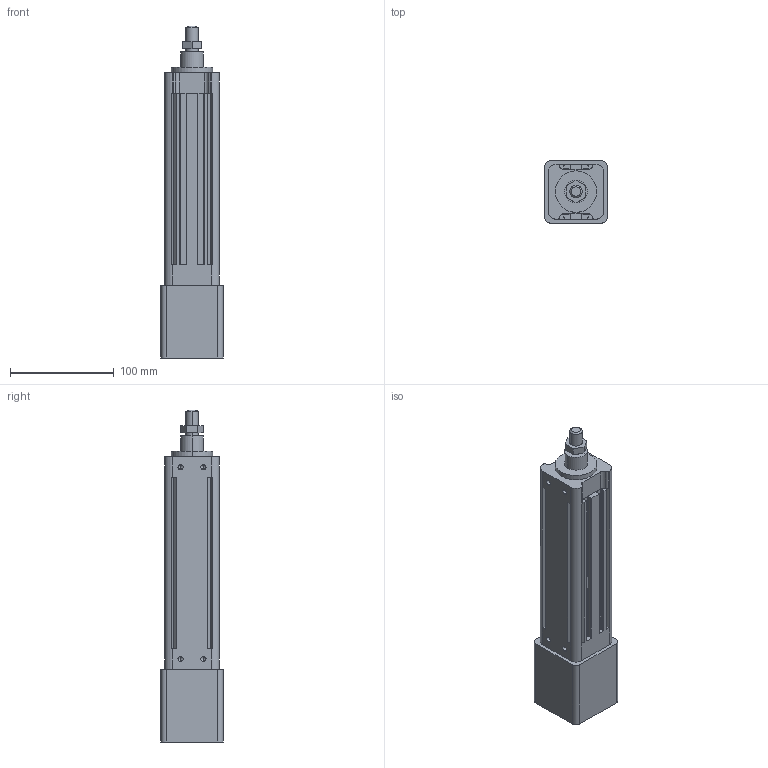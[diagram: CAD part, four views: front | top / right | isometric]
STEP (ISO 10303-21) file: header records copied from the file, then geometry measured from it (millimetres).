
FILE_DESCRIPTION (( 'STEP AP203' ), '1' );
FILE_NAME ('55詰眻蟀價插唳-50.STEP', '2022-11-15T12:43:48', ( 'w530' ), ( '' ), 'SwSTEP 2.0', 'SolidWorks 2018', '' );
FILE_SCHEMA (( 'CONFIG_CONTROL_DESIGN' ));
Length unit declared in the file: millimetre
Products named in the file (1): 55詰眻蟀價插唳-50
Bounding box: 60 x 60 x 320 mm (x, y, z)
Volume: 495006.5 mm3; surface area: 121571.3 mm2
Topology: 1 solids, 6 shells, 197 faces, 520 edges, 338 vertices
Faces by surface type: plane 119, cylinder 68, cone 10
Entity records: 6111 total; most frequent: DIRECTION 1066, CARTESIAN_POINT 1048, ORIENTED_EDGE 1024, EDGE_CURVE 512, AXIS2_PLACEMENT_3D 356, VECTOR 354, LINE 354, VERTEX_POINT 338
